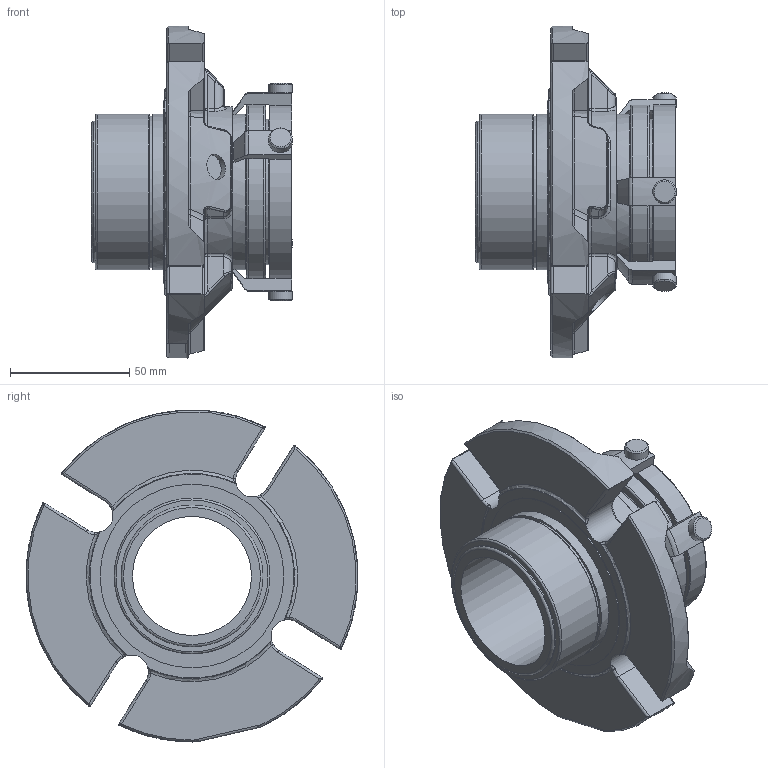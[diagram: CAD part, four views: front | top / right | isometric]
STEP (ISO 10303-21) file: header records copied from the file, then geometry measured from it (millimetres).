
FILE_DESCRIPTION(/* description */ ('Unknown'),/* implementation_level */ '2;1');
FILE_NAME(/* name */ '50mm',/* time_stamp */ '2023-02-06T14:13:55+00:00',/* author */ ('Unknown'),/* organization */ ('Unknown'),/* preprocessor_version */ 'ST-DEVELOPER v16.7',/* originating_system */ 'Solid Edge',/* authorisation */ 'Unknown');
FILE_SCHEMA (('AUTOMOTIVE_DESIGN {1 0 10303 214 3 1 1}'));
Length unit declared in the file: millimetre
Products named in the file (1): 50mm
Bounding box: 84.43 x 139.42 x 139.43 mm (x, y, z)
Volume: 307004.2 mm3; surface area: 67957 mm2
Topology: 1 solids, 1 shells, 612 faces, 1538 edges, 960 vertices
Faces by surface type: plane 195, cylinder 157, bspline 97, torus 90, sphere 42, cone 31
Full cylindrical faces by diameter (mm): 3.761 x1, 10 x4, 10.998 x2, 50.013 x1, 59.563 x1, 61.011 x1, 63.576 x1, 65.354 x1, 65.38 x1, 65.405 x1, 73.304 x1, 77.191 x1
Entity records: 21205 total; most frequent: CARTESIAN_POINT 7582, ORIENTED_EDGE 2978, DIRECTION 2599, EDGE_CURVE 1489, AXIS2_PLACEMENT_3D 1046, VERTEX_POINT 945, EDGE_LOOP 688, FACE_BOUND 688
